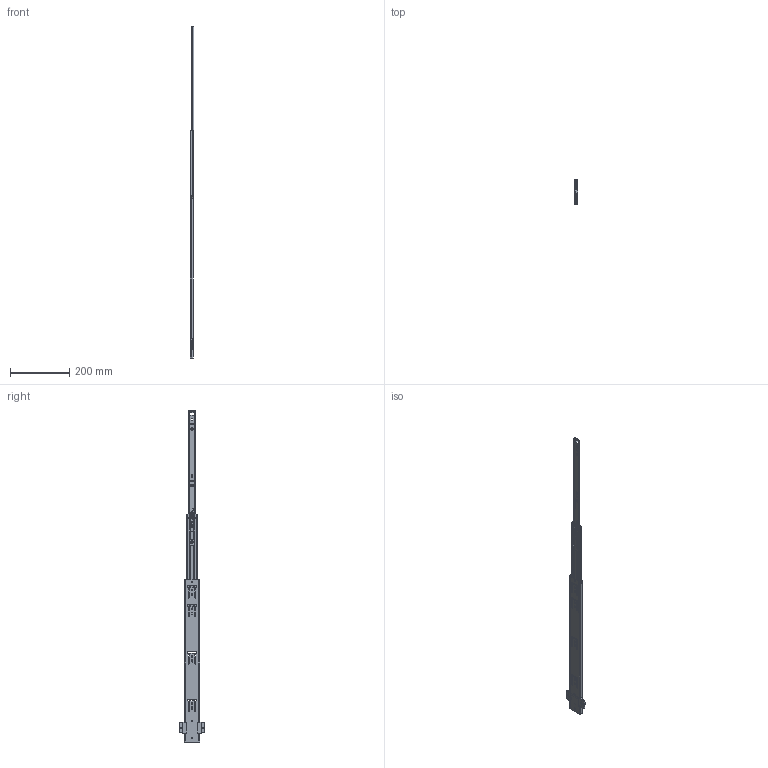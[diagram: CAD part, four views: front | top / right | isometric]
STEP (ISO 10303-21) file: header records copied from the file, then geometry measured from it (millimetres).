
FILE_DESCRIPTION (( 'STEP AP214' ), '1' );
FILE_NAME ('FR_5219.0550mm_22inch_open.STEP', '2022-10-25T14:10:59', ( '' ), ( '' ), 'SwSTEP 2.0', 'SolidWorks 2020', '' );
FILE_SCHEMA (( 'AUTOMOTIVE_DESIGN' ));
Length unit declared in the file: millimetre
Products named in the file (18): 5219.XXX-01.T037_NL  550 Open; FR5219 TRIGGER; FR 5219 INTERLOCK SLIDER MIRROR T037; FR 5219 INTERLOCK HOUSING T037_STANDARD SLIDE; 5219.XXX-01.T037_NL  550; 5219.XXX-03.T037_NL  550; 5219.XXX-02.T037_NL  550; 5219 INTERLOCK T037_Open 5219; FR 5219 INTERLOCK SLIDER T037; FR 5219 5219 INTERLOCK PIN T037; FR5019 Interlock Rivet; FR 5219 Catch; FR_5219.0550mm_22inch_open; FR5219 Interlock Rivet T037_FR 5019 Rivet; FR5219 MIDDLE STOP; 5219 MIDDLE RIVET
Assembly tree (19 placements, depth 4):
  FR_5219.0550mm_22inch_open
    5219.XXX-01.T037_NL  550 Open
      5219.XXX-01.T037_NL  550
      5219 INTERLOCK T037_Open 5219
        FR 5219 INTERLOCK HOUSING T037_STANDARD SLIDE
        FR 5219 INTERLOCK SLIDER T037
        FR 5219 INTERLOCK SLIDER MIRROR T037
        FR 5219 5219 INTERLOCK PIN T037
        FR5219 Interlock Rivet T037_FR 5019 Rivet  x2
    5219.XXX-03.T037_NL  550
      5219.XXX-03.T037_NL  550
      FR5219 TRIGGER
      FR5019 Interlock Rivet  x2
      FR 5219 Catch
    5219.XXX-02.T037_NL  550
      5219.XXX-02.T037_NL  550
      FR5219 MIDDLE STOP
      5219 MIDDLE RIVET
Bounding box: 13.5 x 84.4 x 1125 mm (x, y, z)
Volume: 167304.4 mm3; surface area: 201332.8 mm2
Topology: 15 solids, 15 shells, 1283 faces, 3463 edges, 2179 vertices
Faces by surface type: plane 600, cylinder 558, torus 48, bspline 44, cone 33
Entity records: 42582 total; most frequent: CARTESIAN_POINT 10151, ORIENTED_EDGE 6788, DIRECTION 6621, EDGE_CURVE 3394, AXIS2_PLACEMENT_3D 2325, VERTEX_POINT 2148, VECTOR 1971, LINE 1971
